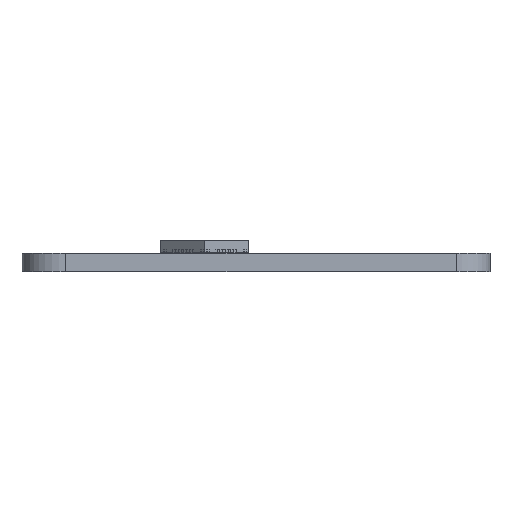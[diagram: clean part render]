
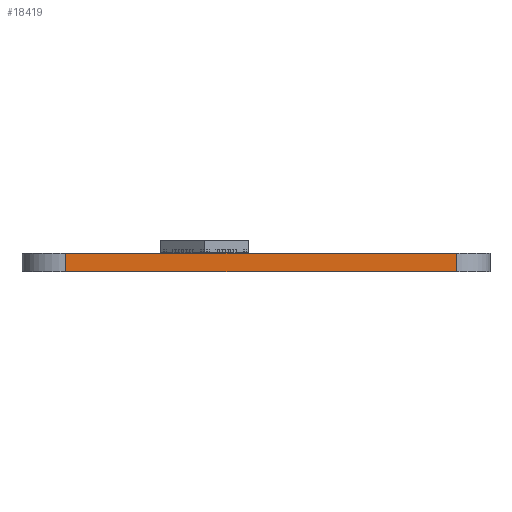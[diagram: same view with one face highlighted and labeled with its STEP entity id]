
A CAD part, front view. The second image highlights one B-rep face of the part: STEP entity #18419.
In plain terms, the highlighted planar face has unit normal (0, -1, 0).
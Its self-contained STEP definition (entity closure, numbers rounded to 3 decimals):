
#14242 = PLANE('',#14243);
#14243 = AXIS2_PLACEMENT_3D('',#14244,#14245,#14246);
#14244 = CARTESIAN_POINT('',(115.078,-125.511,1.2));
#14245 = DIRECTION('',(-0.,-0.,-1.));
#14246 = DIRECTION('',(-1.,0.,0.));
#14270 = CYLINDRICAL_SURFACE('',#14271,2.187);
#14271 = AXIS2_PLACEMENT_3D('',#14272,#14273,#14274);
#14272 = CARTESIAN_POINT('',(127.883,-148.943,0.));
#14273 = DIRECTION('',(-0.,-0.,-1.));
#14274 = DIRECTION('',(1.,0.,-0.));
#14296 = PLANE('',#14297);
#14297 = AXIS2_PLACEMENT_3D('',#14298,#14299,#14300);
#14298 = CARTESIAN_POINT('',(115.078,-125.511,0.));
#14299 = DIRECTION('',(-0.,-0.,-1.));
#14300 = DIRECTION('',(-1.,0.,0.));
#14397 = EDGE_CURVE('',#14398,#14400,#14402,.T.);
#14398 = VERTEX_POINT('',#14399);
#14399 = CARTESIAN_POINT('',(127.889,-151.13,0.));
#14400 = VERTEX_POINT('',#14401);
#14401 = CARTESIAN_POINT('',(127.889,-151.13,1.2));
#14402 = SURFACE_CURVE('',#14403,(#14407,#14414),.PCURVE_S1.);
#14403 = LINE('',#14404,#14405);
#14404 = CARTESIAN_POINT('',(127.889,-151.13,0.));
#14405 = VECTOR('',#14406,1.);
#14406 = DIRECTION('',(0.,0.,1.));
#14407 = PCURVE('',#14270,#14408);
#14408 = DEFINITIONAL_REPRESENTATION('',(#14409),#14413);
#14409 = LINE('',#14410,#14411);
#14410 = CARTESIAN_POINT('',(-4.715,0.));
#14411 = VECTOR('',#14412,1.);
#14412 = DIRECTION('',(-0.,-1.));
#14413 = ( GEOMETRIC_REPRESENTATION_CONTEXT(2) 
PARAMETRIC_REPRESENTATION_CONTEXT() REPRESENTATION_CONTEXT('2D SPACE',''
  ) );
#14414 = PCURVE('',#14415,#14420);
#14415 = PLANE('',#14416);
#14416 = AXIS2_PLACEMENT_3D('',#14417,#14418,#14419);
#14417 = CARTESIAN_POINT('',(127.889,-151.13,0.));
#14418 = DIRECTION('',(0.,-1.,0.));
#14419 = DIRECTION('',(-1.,0.,0.));
#14420 = DEFINITIONAL_REPRESENTATION('',(#14421),#14425);
#14421 = LINE('',#14422,#14423);
#14422 = CARTESIAN_POINT('',(0.,0.));
#14423 = VECTOR('',#14424,1.);
#14424 = DIRECTION('',(0.,-1.));
#14425 = ( GEOMETRIC_REPRESENTATION_CONTEXT(2) 
PARAMETRIC_REPRESENTATION_CONTEXT() REPRESENTATION_CONTEXT('2D SPACE',''
  ) );
#14485 = EDGE_CURVE('',#14398,#14486,#14488,.T.);
#14486 = VERTEX_POINT('',#14487);
#14487 = CARTESIAN_POINT('',(102.857,-151.125,0.));
#14488 = SURFACE_CURVE('',#14489,(#14493,#14500),.PCURVE_S1.);
#14489 = LINE('',#14490,#14491);
#14490 = CARTESIAN_POINT('',(127.889,-151.13,0.));
#14491 = VECTOR('',#14492,1.);
#14492 = DIRECTION('',(-1.,0.,0.));
#14493 = PCURVE('',#14296,#14494);
#14494 = DEFINITIONAL_REPRESENTATION('',(#14495),#14499);
#14495 = LINE('',#14496,#14497);
#14496 = CARTESIAN_POINT('',(-12.811,-25.619));
#14497 = VECTOR('',#14498,1.);
#14498 = DIRECTION('',(1.,0.));
#14499 = ( GEOMETRIC_REPRESENTATION_CONTEXT(2) 
PARAMETRIC_REPRESENTATION_CONTEXT() REPRESENTATION_CONTEXT('2D SPACE',''
  ) );
#14500 = PCURVE('',#14415,#14501);
#14501 = DEFINITIONAL_REPRESENTATION('',(#14502),#14506);
#14502 = LINE('',#14503,#14504);
#14503 = CARTESIAN_POINT('',(0.,0.));
#14504 = VECTOR('',#14505,1.);
#14505 = DIRECTION('',(1.,0.));
#14506 = ( GEOMETRIC_REPRESENTATION_CONTEXT(2) 
PARAMETRIC_REPRESENTATION_CONTEXT() REPRESENTATION_CONTEXT('2D SPACE',''
  ) );
#14529 = CYLINDRICAL_SURFACE('',#14530,2.666);
#14530 = AXIS2_PLACEMENT_3D('',#14531,#14532,#14533);
#14531 = CARTESIAN_POINT('',(102.725,-148.462,0.));
#14532 = DIRECTION('',(-0.,-0.,-1.));
#14533 = DIRECTION('',(1.,0.,-0.));
#16589 = EDGE_CURVE('',#14400,#16590,#16592,.T.);
#16590 = VERTEX_POINT('',#16591);
#16591 = CARTESIAN_POINT('',(102.857,-151.125,1.2));
#16592 = SURFACE_CURVE('',#16593,(#16597,#16604),.PCURVE_S1.);
#16593 = LINE('',#16594,#16595);
#16594 = CARTESIAN_POINT('',(127.889,-151.13,1.2));
#16595 = VECTOR('',#16596,1.);
#16596 = DIRECTION('',(-1.,0.,0.));
#16597 = PCURVE('',#14242,#16598);
#16598 = DEFINITIONAL_REPRESENTATION('',(#16599),#16603);
#16599 = LINE('',#16600,#16601);
#16600 = CARTESIAN_POINT('',(-12.811,-25.619));
#16601 = VECTOR('',#16602,1.);
#16602 = DIRECTION('',(1.,0.));
#16603 = ( GEOMETRIC_REPRESENTATION_CONTEXT(2) 
PARAMETRIC_REPRESENTATION_CONTEXT() REPRESENTATION_CONTEXT('2D SPACE',''
  ) );
#16604 = PCURVE('',#14415,#16605);
#16605 = DEFINITIONAL_REPRESENTATION('',(#16606),#16610);
#16606 = LINE('',#16607,#16608);
#16607 = CARTESIAN_POINT('',(0.,-1.2));
#16608 = VECTOR('',#16609,1.);
#16609 = DIRECTION('',(1.,0.));
#16610 = ( GEOMETRIC_REPRESENTATION_CONTEXT(2) 
PARAMETRIC_REPRESENTATION_CONTEXT() REPRESENTATION_CONTEXT('2D SPACE',''
  ) );
#18419 = ADVANCED_FACE('',(#18420),#14415,.T.);
#18420 = FACE_BOUND('',#18421,.T.);
#18421 = EDGE_LOOP('',(#18422,#18423,#18424,#18445));
#18422 = ORIENTED_EDGE('',*,*,#14397,.T.);
#18423 = ORIENTED_EDGE('',*,*,#16589,.T.);
#18424 = ORIENTED_EDGE('',*,*,#18425,.F.);
#18425 = EDGE_CURVE('',#14486,#16590,#18426,.T.);
#18426 = SURFACE_CURVE('',#18427,(#18431,#18438),.PCURVE_S1.);
#18427 = LINE('',#18428,#18429);
#18428 = CARTESIAN_POINT('',(102.857,-151.125,0.));
#18429 = VECTOR('',#18430,1.);
#18430 = DIRECTION('',(0.,0.,1.));
#18431 = PCURVE('',#14415,#18432);
#18432 = DEFINITIONAL_REPRESENTATION('',(#18433),#18437);
#18433 = LINE('',#18434,#18435);
#18434 = CARTESIAN_POINT('',(25.032,0.));
#18435 = VECTOR('',#18436,1.);
#18436 = DIRECTION('',(0.,-1.));
#18437 = ( GEOMETRIC_REPRESENTATION_CONTEXT(2) 
PARAMETRIC_REPRESENTATION_CONTEXT() REPRESENTATION_CONTEXT('2D SPACE',''
  ) );
#18438 = PCURVE('',#14529,#18439);
#18439 = DEFINITIONAL_REPRESENTATION('',(#18440),#18444);
#18440 = LINE('',#18441,#18442);
#18441 = CARTESIAN_POINT('',(-4.762,0.));
#18442 = VECTOR('',#18443,1.);
#18443 = DIRECTION('',(-0.,-1.));
#18444 = ( GEOMETRIC_REPRESENTATION_CONTEXT(2) 
PARAMETRIC_REPRESENTATION_CONTEXT() REPRESENTATION_CONTEXT('2D SPACE',''
  ) );
#18445 = ORIENTED_EDGE('',*,*,#14485,.F.);
